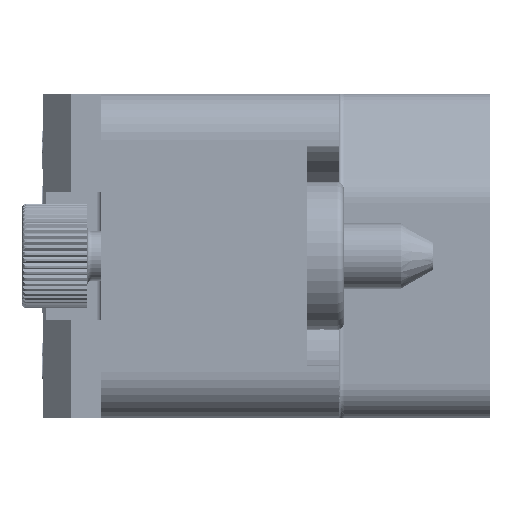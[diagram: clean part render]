
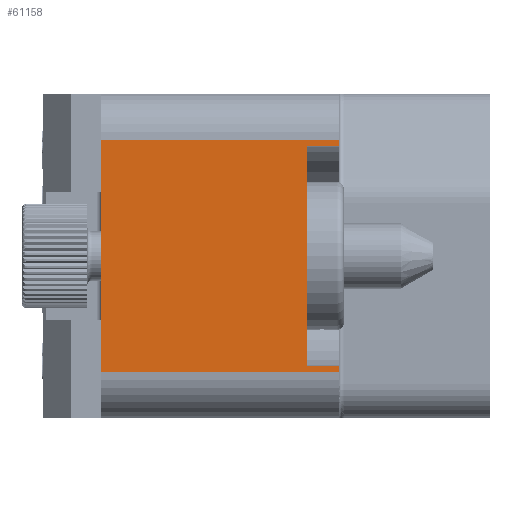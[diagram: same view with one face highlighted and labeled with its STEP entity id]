
A CAD part, left-side view. The second image highlights one B-rep face of the part: STEP entity #61158.
In plain terms, the highlighted planar face has unit normal (-1, 0, 0).
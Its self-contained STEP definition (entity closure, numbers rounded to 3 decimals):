
#5159=DIRECTION('',(0.,0.,-1.));
#5160=VECTOR('',#5159,10.);
#5161=CARTESIAN_POINT('',(-40.,10.25,5.));
#5162=LINE('',#5161,#5160);
#5262=DIRECTION('',(0.,-1.,0.));
#5263=VECTOR('',#5262,10.25);
#5264=CARTESIAN_POINT('',(-40.,10.25,5.));
#5265=LINE('',#5264,#5263);
#5444=DIRECTION('',(0.,1.,0.));
#5445=VECTOR('',#5444,10.25);
#5446=CARTESIAN_POINT('',(-40.,0.,-5.));
#5447=LINE('',#5446,#5445);
#5453=DIRECTION('',(0.,0.,1.));
#5454=VECTOR('',#5453,9.5);
#5455=CARTESIAN_POINT('',(-40.,1.4,-4.75));
#5456=LINE('',#5455,#5454);
#5457=DIRECTION('',(0.,1.,0.));
#5458=VECTOR('',#5457,1.4);
#5459=CARTESIAN_POINT('',(-40.,0.,-4.75));
#5460=LINE('',#5459,#5458);
#5461=DIRECTION('',(0.,0.,-1.));
#5462=VECTOR('',#5461,0.25);
#5463=CARTESIAN_POINT('',(-40.,0.,-4.75));
#5464=LINE('',#5463,#5462);
#5465=DIRECTION('',(0.,0.,-1.));
#5466=VECTOR('',#5465,0.25);
#5467=CARTESIAN_POINT('',(-40.,0.,5.));
#5468=LINE('',#5467,#5466);
#5469=DIRECTION('',(0.,1.,0.));
#5470=VECTOR('',#5469,1.4);
#5471=CARTESIAN_POINT('',(-40.,0.,4.75));
#5472=LINE('',#5471,#5470);
#46586=CARTESIAN_POINT('',(-40.,0.,5.));
#46587=VERTEX_POINT('',#46586);
#46588=CARTESIAN_POINT('',(-40.,10.25,5.));
#46589=VERTEX_POINT('',#46588);
#46594=CARTESIAN_POINT('',(-40.,10.25,-5.));
#46595=VERTEX_POINT('',#46594);
#46596=CARTESIAN_POINT('',(-40.,0.,-5.));
#46597=VERTEX_POINT('',#46596);
#46614=CARTESIAN_POINT('',(-40.,0.,-4.75));
#46616=VERTEX_POINT('',#46614);
#46620=CARTESIAN_POINT('',(-40.,0.,4.75));
#46621=VERTEX_POINT('',#46620);
#46622=CARTESIAN_POINT('',(-40.,1.4,-4.75));
#46623=CARTESIAN_POINT('',(-40.,1.4,4.75));
#46624=VERTEX_POINT('',#46622);
#46625=VERTEX_POINT('',#46623);
#61140=CARTESIAN_POINT('',(-40.,0.,7.));
#61141=DIRECTION('',(-1.,0.,0.));
#61142=DIRECTION('',(0.,1.,0.));
#61143=AXIS2_PLACEMENT_3D('',#61140,#61141,#61142);
#61144=PLANE('',#61143);
#61146=ORIENTED_EDGE('',*,*,#61145,.F.);
#61148=ORIENTED_EDGE('',*,*,#61147,.F.);
#61149=ORIENTED_EDGE('',*,*,#60971,.T.);
#61150=ORIENTED_EDGE('',*,*,#61134,.T.);
#61151=ORIENTED_EDGE('',*,*,#60873,.F.);
#61152=ORIENTED_EDGE('',*,*,#60955,.T.);
#61153=ORIENTED_EDGE('',*,*,#60979,.T.);
#61155=ORIENTED_EDGE('',*,*,#61154,.T.);
#61156=EDGE_LOOP('',(#61146,#61148,#61149,#61150,#61151,#61152,#61153,#61155));
#61157=FACE_OUTER_BOUND('',#61156,.F.);
#61158=ADVANCED_FACE('',(#61157),#61144,.T.);
#60873=EDGE_CURVE('',#46589,#46595,#5162,.T.);
#60955=EDGE_CURVE('',#46589,#46587,#5265,.T.);
#60971=EDGE_CURVE('',#46616,#46597,#5464,.T.);
#60979=EDGE_CURVE('',#46587,#46621,#5468,.T.);
#61134=EDGE_CURVE('',#46597,#46595,#5447,.T.);
#61145=EDGE_CURVE('',#46624,#46625,#5456,.T.);
#61147=EDGE_CURVE('',#46616,#46624,#5460,.T.);
#61154=EDGE_CURVE('',#46621,#46625,#5472,.T.);
